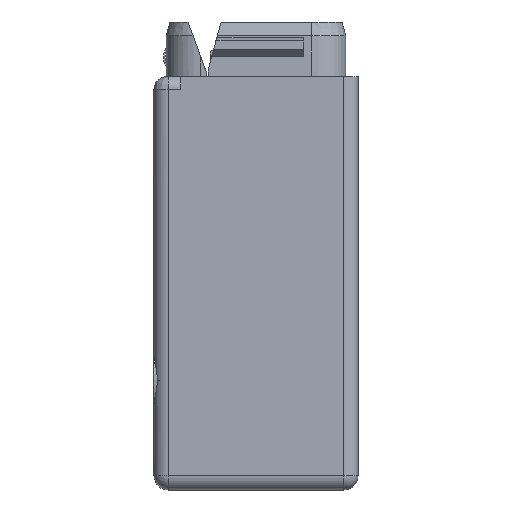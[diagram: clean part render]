
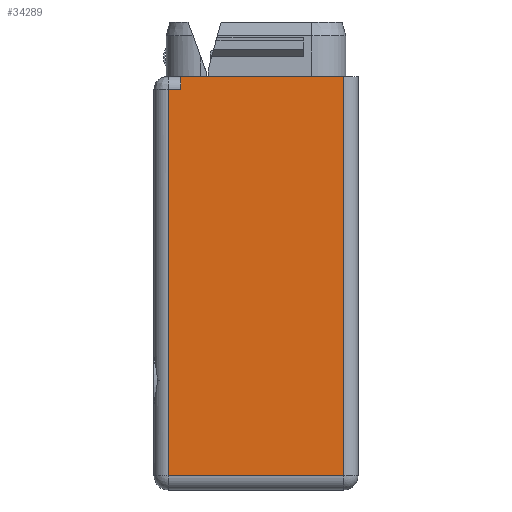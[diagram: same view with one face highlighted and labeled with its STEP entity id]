
A CAD part, left-side view. The second image highlights one B-rep face of the part: STEP entity #34289.
In plain terms, the highlighted planar face has unit normal (-1, 0, 0).
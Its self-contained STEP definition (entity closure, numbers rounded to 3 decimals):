
#95=DIRECTION('',(0.,1.,0.));
#96=VECTOR('',#95,11.93);
#97=CARTESIAN_POINT('',(-22.25,-6.43,0.));
#98=LINE('',#97,#96);
#104=DIRECTION('',(0.,0.,-1.));
#105=VECTOR('',#104,0.94);
#106=CARTESIAN_POINT('',(-22.25,5.5,0.));
#107=LINE('',#106,#105);
#108=DIRECTION('',(0.,1.,0.));
#109=VECTOR('',#108,0.93);
#110=CARTESIAN_POINT('',(-22.25,5.5,-0.94));
#111=LINE('',#110,#109);
#121=DIRECTION('',(0.,-1.,0.));
#122=VECTOR('',#121,12.86);
#123=CARTESIAN_POINT('',(-22.25,6.43,-29.25));
#124=LINE('',#123,#122);
#25823=DIRECTION('',(0.,0.,-1.));
#25824=VECTOR('',#25823,28.31);
#25825=CARTESIAN_POINT('',(-22.25,6.43,-0.94));
#25826=LINE('',#25825,#25824);
#26407=DIRECTION('',(0.,0.,1.));
#26408=VECTOR('',#26407,29.25);
#26409=CARTESIAN_POINT('',(-22.25,-6.43,-29.25));
#26410=LINE('',#26409,#26408);
#29136=CARTESIAN_POINT('',(-22.25,-6.43,-29.25));
#29137=CARTESIAN_POINT('',(-22.25,-6.43,0.));
#29138=VERTEX_POINT('',#29136);
#29139=VERTEX_POINT('',#29137);
#29150=CARTESIAN_POINT('',(-22.25,5.5,0.));
#29151=VERTEX_POINT('',#29150);
#30559=CARTESIAN_POINT('',(-22.25,6.43,-29.25));
#30560=VERTEX_POINT('',#30559);
#30565=CARTESIAN_POINT('',(-22.25,6.43,-0.94));
#30567=VERTEX_POINT('',#30565);
#31212=CARTESIAN_POINT('',(-22.25,5.5,-0.94));
#31214=VERTEX_POINT('',#31212);
#34273=CARTESIAN_POINT('',(-22.25,-7.48,0.));
#34274=DIRECTION('',(-1.,0.,0.));
#34275=DIRECTION('',(0.,1.,0.));
#34276=AXIS2_PLACEMENT_3D('',#34273,#34274,#34275);
#34277=PLANE('',#34276);
#34279=ORIENTED_EDGE('',*,*,#34278,.F.);
#34281=ORIENTED_EDGE('',*,*,#34280,.F.);
#34282=ORIENTED_EDGE('',*,*,#34265,.F.);
#34283=ORIENTED_EDGE('',*,*,#34254,.F.);
#34284=ORIENTED_EDGE('',*,*,#34241,.F.);
#34286=ORIENTED_EDGE('',*,*,#34285,.F.);
#34287=EDGE_LOOP('',(#34279,#34281,#34282,#34283,#34284,#34286));
#34288=FACE_OUTER_BOUND('',#34287,.F.);
#34289=ADVANCED_FACE('',(#34288),#34277,.T.);
#34241=EDGE_CURVE('',#29139,#29151,#98,.T.);
#34254=EDGE_CURVE('',#29151,#31214,#107,.T.);
#34265=EDGE_CURVE('',#31214,#30567,#111,.T.);
#34278=EDGE_CURVE('',#30560,#29138,#124,.T.);
#34280=EDGE_CURVE('',#30567,#30560,#25826,.T.);
#34285=EDGE_CURVE('',#29138,#29139,#26410,.T.);
